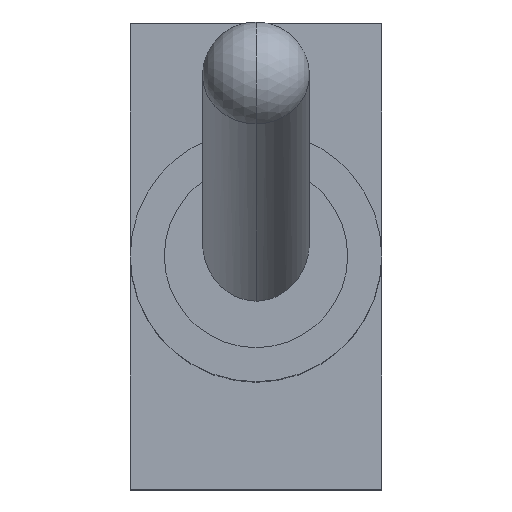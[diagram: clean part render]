
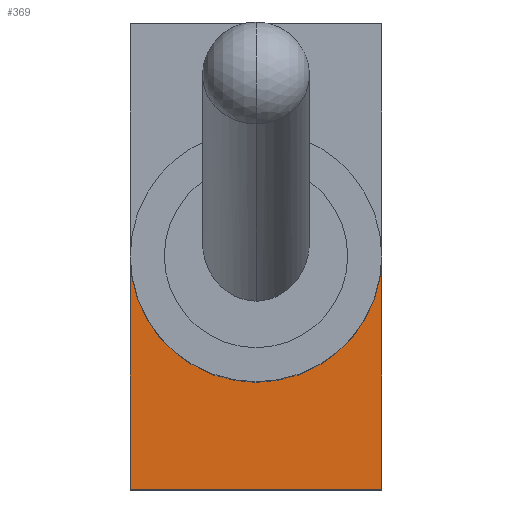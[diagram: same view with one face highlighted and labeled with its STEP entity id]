
A CAD part, top view. The second image highlights one B-rep face of the part: STEP entity #369.
In plain terms, the highlighted planar face has unit normal (0, 0, 1).
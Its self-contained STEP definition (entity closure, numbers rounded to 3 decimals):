
#174 = VERTEX_POINT('',#175);
#175 = CARTESIAN_POINT('',(-3.43,-0.01,
    9.09));
#182 = EDGE_CURVE('',#174,#183,#185,.T.);
#183 = VERTEX_POINT('',#184);
#184 = CARTESIAN_POINT('',(0.,-3.44,
    9.09));
#185 = CIRCLE('',#186,3.43);
#186 = AXIS2_PLACEMENT_3D('',#187,#188,#189);
#187 = CARTESIAN_POINT('',(0.,-0.01,
    9.09));
#188 = DIRECTION('',(0.,0.,1.));
#189 = DIRECTION('',(0.,1.,0.));
#369 = ADVANCED_FACE('',(#370),#404,.F.);
#370 = FACE_BOUND('',#371,.T.);
#371 = EDGE_LOOP('',(#372,#373,#381,#389,#397));
#372 = ORIENTED_EDGE('',*,*,#182,.F.);
#373 = ORIENTED_EDGE('',*,*,#374,.T.);
#374 = EDGE_CURVE('',#174,#375,#377,.T.);
#375 = VERTEX_POINT('',#376);
#376 = CARTESIAN_POINT('',(-3.43,-6.36,9.09
    ));
#377 = LINE('',#378,#379);
#378 = CARTESIAN_POINT('',(-3.43,6.34,9.09)
  );
#379 = VECTOR('',#380,1.);
#380 = DIRECTION('',(0.,-1.,0.));
#381 = ORIENTED_EDGE('',*,*,#382,.T.);
#382 = EDGE_CURVE('',#375,#383,#385,.T.);
#383 = VERTEX_POINT('',#384);
#384 = CARTESIAN_POINT('',(3.43,-6.36,9.09)
  );
#385 = LINE('',#386,#387);
#386 = CARTESIAN_POINT('',(-3.43,-6.36,9.09
    ));
#387 = VECTOR('',#388,1.);
#388 = DIRECTION('',(1.,0.,0.));
#389 = ORIENTED_EDGE('',*,*,#390,.F.);
#390 = EDGE_CURVE('',#391,#383,#393,.T.);
#391 = VERTEX_POINT('',#392);
#392 = CARTESIAN_POINT('',(3.43,-0.01,
    9.09));
#393 = LINE('',#394,#395);
#394 = CARTESIAN_POINT('',(3.43,6.34,9.09)
  );
#395 = VECTOR('',#396,1.);
#396 = DIRECTION('',(0.,-1.,0.));
#397 = ORIENTED_EDGE('',*,*,#398,.F.);
#398 = EDGE_CURVE('',#183,#391,#399,.T.);
#399 = CIRCLE('',#400,3.43);
#400 = AXIS2_PLACEMENT_3D('',#401,#402,#403);
#401 = CARTESIAN_POINT('',(0.,-0.01,
    9.09));
#402 = DIRECTION('',(0.,0.,1.));
#403 = DIRECTION('',(0.,1.,0.));
#404 = PLANE('',#405);
#405 = AXIS2_PLACEMENT_3D('',#406,#407,#408);
#406 = CARTESIAN_POINT('',(-3.43,6.34,9.09)
  );
#407 = DIRECTION('',(0.,0.,-1.));
#408 = DIRECTION('',(0.,-1.,0.));
